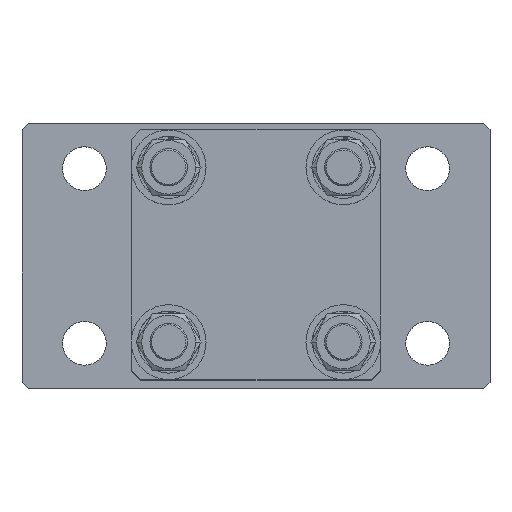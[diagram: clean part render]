
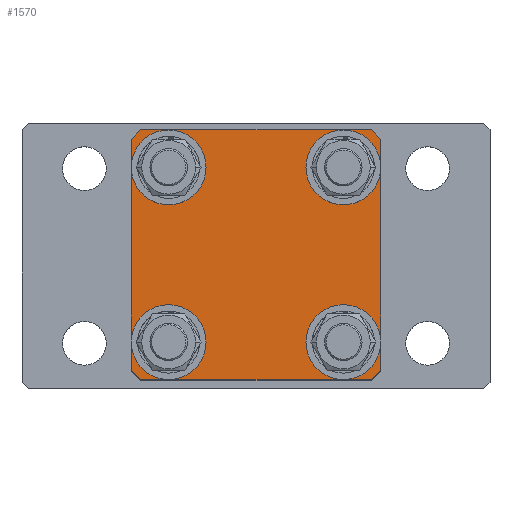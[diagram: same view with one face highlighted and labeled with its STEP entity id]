
A CAD part, top view. The second image highlights one B-rep face of the part: STEP entity #1570.
In plain terms, the highlighted planar face has unit normal (0, 0, 1).
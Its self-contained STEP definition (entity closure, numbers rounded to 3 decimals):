
#12 = ORIENTED_EDGE ( 'NONE', *, *, #4871, .T. ) ;
#18 = ORIENTED_EDGE ( 'NONE', *, *, #4864, .T. ) ;
#64 = ORIENTED_EDGE ( 'NONE', *, *, #4878, .T. ) ;
#81 = ORIENTED_EDGE ( 'NONE', *, *, #4808, .T. ) ;
#139 = ORIENTED_EDGE ( 'NONE', *, *, #4812, .T. ) ;
#144 = ORIENTED_EDGE ( 'NONE', *, *, #4875, .T. ) ;
#229 = ORIENTED_EDGE ( 'NONE', *, *, #4820, .T. ) ;
#320 = ORIENTED_EDGE ( 'NONE', *, *, #4867, .T. ) ;
#327 = ORIENTED_EDGE ( 'NONE', *, *, #4874, .T. ) ;
#375 = ORIENTED_EDGE ( 'NONE', *, *, #4877, .T. ) ;
#390 = ORIENTED_EDGE ( 'NONE', *, *, #4872, .T. ) ;
#407 = ORIENTED_EDGE ( 'NONE', *, *, #4876, .T. ) ;
#419 = ORIENTED_EDGE ( 'NONE', *, *, #4879, .T. ) ;
#446 = ORIENTED_EDGE ( 'NONE', *, *, #4816, .T. ) ;
#508 = ORIENTED_EDGE ( 'NONE', *, *, #4861, .T. ) ;
#535 = ORIENTED_EDGE ( 'NONE', *, *, #4873, .T. ) ;
#704 = CARTESIAN_POINT ( 'NONE',  ( -37.017, 40., 15. ) ) ;
#713 = CARTESIAN_POINT ( 'NONE',  ( -40., -37.017, 15. ) ) ;
#714 = CARTESIAN_POINT ( 'NONE',  ( 40., -37.017, 15. ) ) ;
#719 = CARTESIAN_POINT ( 'NONE',  ( 37.017, -40., 15. ) ) ;
#720 = CARTESIAN_POINT ( 'NONE',  ( -37.017, -40., 15. ) ) ;
#721 = CARTESIAN_POINT ( 'NONE',  ( 40., 37.017, 15. ) ) ;
#722 = CARTESIAN_POINT ( 'NONE',  ( -40., 37.017, 15. ) ) ;
#723 = CARTESIAN_POINT ( 'NONE',  ( 37.017, 40., 15. ) ) ;
#751 = CARTESIAN_POINT ( 'NONE',  ( 21.5, 28., 15. ) ) ;
#752 = CARTESIAN_POINT ( 'NONE',  ( 34.5, 28., 15. ) ) ;
#755 = CARTESIAN_POINT ( 'NONE',  ( 21.5, -28., 15. ) ) ;
#756 = CARTESIAN_POINT ( 'NONE',  ( 34.5, -28., 15. ) ) ;
#759 = CARTESIAN_POINT ( 'NONE',  ( -34.5, -28., 15. ) ) ;
#760 = CARTESIAN_POINT ( 'NONE',  ( -21.5, -28., 15. ) ) ;
#761 = CARTESIAN_POINT ( 'NONE',  ( -34.5, 28., 15. ) ) ;
#764 = CARTESIAN_POINT ( 'NONE',  ( -21.5, 28., 15. ) ) ;
#1570 = ADVANCED_FACE ( 'NONE', ( #1909, #1903, #1907, #1904, #1910 ), #7377, .F. ) ;
#1903 = FACE_BOUND ( 'NONE', #4988, .T. ) ;
#1904 = FACE_BOUND ( 'NONE', #4980, .T. ) ;
#1907 = FACE_BOUND ( 'NONE', #4979, .T. ) ;
#1909 = FACE_BOUND ( 'NONE', #4975, .T. ) ;
#1910 = FACE_OUTER_BOUND ( 'NONE', #4974, .T. ) ;
#2772 = CARTESIAN_POINT ( 'NONE',  ( -28., 28., 15. ) ) ;
#2773 = DIRECTION ( 'NONE',  ( 0., 0., -1. ) ) ;
#2774 = DIRECTION ( 'NONE',  ( -1., 0., 0. ) ) ;
#2782 = CARTESIAN_POINT ( 'NONE',  ( -28., -28., 15. ) ) ;
#2783 = DIRECTION ( 'NONE',  ( 0., 0., -1. ) ) ;
#2784 = DIRECTION ( 'NONE',  ( -1., 0., 0. ) ) ;
#2792 = CARTESIAN_POINT ( 'NONE',  ( 28., -28., 15. ) ) ;
#2793 = DIRECTION ( 'NONE',  ( 0., 0., -1. ) ) ;
#2794 = DIRECTION ( 'NONE',  ( -1., 0., 0. ) ) ;
#2802 = CARTESIAN_POINT ( 'NONE',  ( 28., 28., 15. ) ) ;
#2803 = DIRECTION ( 'NONE',  ( 0., 0., -1. ) ) ;
#2804 = DIRECTION ( 'NONE',  ( -1., 0., 0. ) ) ;
#4136 = AXIS2_PLACEMENT_3D ( 'NONE', #7872, #7873, #7874 ) ;
#4137 = AXIS2_PLACEMENT_3D ( 'NONE', #7869, #7870, #7871 ) ;
#4138 = AXIS2_PLACEMENT_3D ( 'NONE', #7866, #7867, #7868 ) ;
#4139 = AXIS2_PLACEMENT_3D ( 'NONE', #7863, #7864, #7865 ) ;
#4140 = AXIS2_PLACEMENT_3D ( 'NONE', #7860, #7861, #7862 ) ;
#4141 = AXIS2_PLACEMENT_3D ( 'NONE', #7857, #7858, #7859 ) ;
#4142 = AXIS2_PLACEMENT_3D ( 'NONE', #7854, #7855, #7856 ) ;
#4143 = AXIS2_PLACEMENT_3D ( 'NONE', #7851, #7852, #7853 ) ;
#4168 = AXIS2_PLACEMENT_3D ( 'NONE', #2802, #2803, #2804 ) ;
#4170 = AXIS2_PLACEMENT_3D ( 'NONE', #2792, #2793, #2794 ) ;
#4172 = AXIS2_PLACEMENT_3D ( 'NONE', #2782, #2783, #2784 ) ;
#4175 = AXIS2_PLACEMENT_3D ( 'NONE', #2772, #2773, #2774 ) ;
#4478 = AXIS2_PLACEMENT_3D ( 'NONE', #7372, #7374, #7380 ) ;
#4808 = EDGE_CURVE ( 'NONE', #5762, #5759, #6662, .T. ) ;
#4812 = EDGE_CURVE ( 'NONE', #5758, #5757, #6665, .T. ) ;
#4816 = EDGE_CURVE ( 'NONE', #5754, #5753, #6671, .T. ) ;
#4820 = EDGE_CURVE ( 'NONE', #5750, #5749, #6677, .T. ) ;
#4861 = EDGE_CURVE ( 'NONE', #5560, #5565, #6736, .T. ) ;
#4864 = EDGE_CURVE ( 'NONE', #5567, #5564, #6740, .T. ) ;
#4867 = EDGE_CURVE ( 'NONE', #5566, #5562, #6744, .T. ) ;
#4871 = EDGE_CURVE ( 'NONE', #5563, #5561, #6757, .T. ) ;
#4872 = EDGE_CURVE ( 'NONE', #5759, #5762, #6759, .T. ) ;
#4873 = EDGE_CURVE ( 'NONE', #5757, #5758, #6761, .T. ) ;
#4874 = EDGE_CURVE ( 'NONE', #5753, #5754, #6762, .T. ) ;
#4875 = EDGE_CURVE ( 'NONE', #5749, #5750, #6763, .T. ) ;
#4876 = EDGE_CURVE ( 'NONE', #5564, #5566, #6764, .T. ) ;
#4877 = EDGE_CURVE ( 'NONE', #5562, #5563, #6765, .T. ) ;
#4878 = EDGE_CURVE ( 'NONE', #5561, #5560, #6766, .T. ) ;
#4879 = EDGE_CURVE ( 'NONE', #5565, #5567, #6767, .T. ) ;
#4974 = EDGE_LOOP ( 'NONE', ( #407, #320, #375, #12, #64, #508, #419, #18 ) ) ;
#4975 = EDGE_LOOP ( 'NONE', ( #390, #81 ) ) ;
#4979 = EDGE_LOOP ( 'NONE', ( #327, #446 ) ) ;
#4980 = EDGE_LOOP ( 'NONE', ( #144, #229 ) ) ;
#4988 = EDGE_LOOP ( 'NONE', ( #535, #139 ) ) ;
#5560 = VERTEX_POINT ( 'NONE', #714 ) ;
#5561 = VERTEX_POINT ( 'NONE', #719 ) ;
#5562 = VERTEX_POINT ( 'NONE', #713 ) ;
#5563 = VERTEX_POINT ( 'NONE', #720 ) ;
#5564 = VERTEX_POINT ( 'NONE', #704 ) ;
#5565 = VERTEX_POINT ( 'NONE', #721 ) ;
#5566 = VERTEX_POINT ( 'NONE', #722 ) ;
#5567 = VERTEX_POINT ( 'NONE', #723 ) ;
#5749 = VERTEX_POINT ( 'NONE', #751 ) ;
#5750 = VERTEX_POINT ( 'NONE', #752 ) ;
#5753 = VERTEX_POINT ( 'NONE', #755 ) ;
#5754 = VERTEX_POINT ( 'NONE', #756 ) ;
#5757 = VERTEX_POINT ( 'NONE', #759 ) ;
#5758 = VERTEX_POINT ( 'NONE', #760 ) ;
#5759 = VERTEX_POINT ( 'NONE', #761 ) ;
#5762 = VERTEX_POINT ( 'NONE', #764 ) ;
#6662 = CIRCLE ( 'NONE', #4175, 6.5 ) ;
#6665 = CIRCLE ( 'NONE', #4172, 6.5 ) ;
#6671 = CIRCLE ( 'NONE', #4170, 6.5 ) ;
#6677 = CIRCLE ( 'NONE', #4168, 6.5 ) ;
#6736 = LINE ( 'NONE', #7823, #6741 ) ;
#6740 = LINE ( 'NONE', #7830, #6747 ) ;
#6741 = VECTOR ( 'NONE', #7831, 1000. ) ;
#6744 = LINE ( 'NONE', #7832, #6753 ) ;
#6747 = VECTOR ( 'NONE', #7837, 1000. ) ;
#6753 = VECTOR ( 'NONE', #7843, 1000. ) ;
#6757 = LINE ( 'NONE', #7849, #6760 ) ;
#6759 = CIRCLE ( 'NONE', #4143, 6.5 ) ;
#6760 = VECTOR ( 'NONE', #7850, 1000. ) ;
#6761 = CIRCLE ( 'NONE', #4142, 6.5 ) ;
#6762 = CIRCLE ( 'NONE', #4141, 6.5 ) ;
#6763 = CIRCLE ( 'NONE', #4140, 6.5 ) ;
#6764 = CIRCLE ( 'NONE', #4139, 54.5 ) ;
#6765 = CIRCLE ( 'NONE', #4138, 54.5 ) ;
#6766 = CIRCLE ( 'NONE', #4137, 54.5 ) ;
#6767 = CIRCLE ( 'NONE', #4136, 54.5 ) ;
#7372 = CARTESIAN_POINT ( 'NONE',  ( 0., 0., 15. ) ) ;
#7374 = DIRECTION ( 'NONE',  ( 0., 0., -1. ) ) ;
#7377 = PLANE ( 'NONE',  #4478 ) ;
#7380 = DIRECTION ( 'NONE',  ( -1., 0., 0. ) ) ;
#7823 = CARTESIAN_POINT ( 'NONE',  ( 40., -40., 15. ) ) ;
#7830 = CARTESIAN_POINT ( 'NONE',  ( -40., 40., 15. ) ) ;
#7831 = DIRECTION ( 'NONE',  ( 0., 1., 0. ) ) ;
#7832 = CARTESIAN_POINT ( 'NONE',  ( -40., -40., 15. ) ) ;
#7837 = DIRECTION ( 'NONE',  ( -1., 0., 0. ) ) ;
#7843 = DIRECTION ( 'NONE',  ( 0., -1., 0. ) ) ;
#7849 = CARTESIAN_POINT ( 'NONE',  ( -40., -40., 15. ) ) ;
#7850 = DIRECTION ( 'NONE',  ( 1., 0., 0. ) ) ;
#7851 = CARTESIAN_POINT ( 'NONE',  ( -28., 28., 15. ) ) ;
#7852 = DIRECTION ( 'NONE',  ( 0., 0., -1. ) ) ;
#7853 = DIRECTION ( 'NONE',  ( -1., 0., 0. ) ) ;
#7854 = CARTESIAN_POINT ( 'NONE',  ( -28., -28., 15. ) ) ;
#7855 = DIRECTION ( 'NONE',  ( 0., 0., -1. ) ) ;
#7856 = DIRECTION ( 'NONE',  ( -1., 0., 0. ) ) ;
#7857 = CARTESIAN_POINT ( 'NONE',  ( 28., -28., 15. ) ) ;
#7858 = DIRECTION ( 'NONE',  ( 0., 0., -1. ) ) ;
#7859 = DIRECTION ( 'NONE',  ( -1., 0., 0. ) ) ;
#7860 = CARTESIAN_POINT ( 'NONE',  ( 28., 28., 15. ) ) ;
#7861 = DIRECTION ( 'NONE',  ( 0., 0., -1. ) ) ;
#7862 = DIRECTION ( 'NONE',  ( -1., 0., 0. ) ) ;
#7863 = CARTESIAN_POINT ( 'NONE',  ( 0., 0., 15. ) ) ;
#7864 = DIRECTION ( 'NONE',  ( 0., 0., 1. ) ) ;
#7865 = DIRECTION ( 'NONE',  ( 1., 0., 0. ) ) ;
#7866 = CARTESIAN_POINT ( 'NONE',  ( 0., 0., 15. ) ) ;
#7867 = DIRECTION ( 'NONE',  ( 0., 0., 1. ) ) ;
#7868 = DIRECTION ( 'NONE',  ( 1., 0., 0. ) ) ;
#7869 = CARTESIAN_POINT ( 'NONE',  ( 0., 0., 15. ) ) ;
#7870 = DIRECTION ( 'NONE',  ( 0., 0., 1. ) ) ;
#7871 = DIRECTION ( 'NONE',  ( 1., 0., 0. ) ) ;
#7872 = CARTESIAN_POINT ( 'NONE',  ( 0., 0., 15. ) ) ;
#7873 = DIRECTION ( 'NONE',  ( 0., 0., 1. ) ) ;
#7874 = DIRECTION ( 'NONE',  ( 1., 0., 0. ) ) ;
